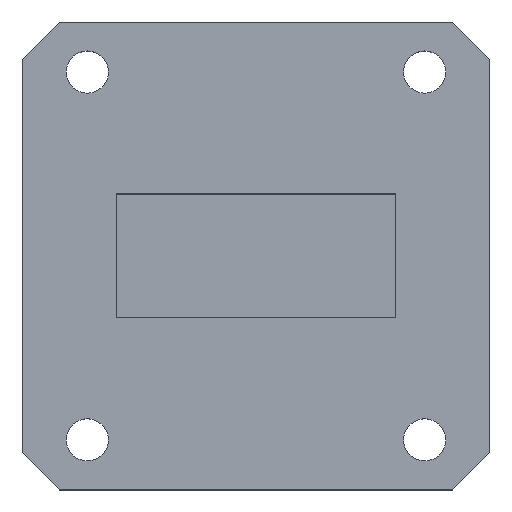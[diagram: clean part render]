
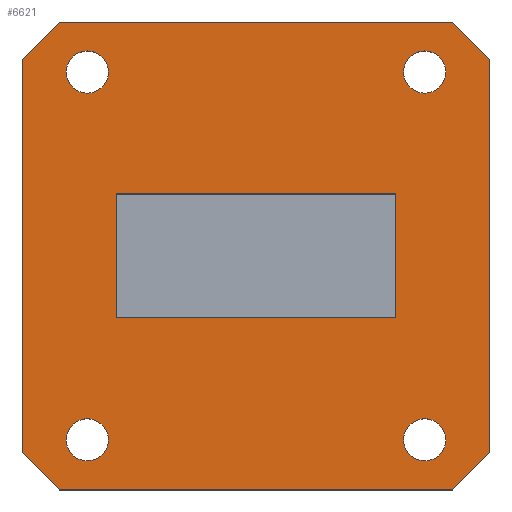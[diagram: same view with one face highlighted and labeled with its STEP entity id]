
A CAD part, top view. The second image highlights one B-rep face of the part: STEP entity #6621.
In plain terms, the highlighted planar face has unit normal (0, 0, 1).
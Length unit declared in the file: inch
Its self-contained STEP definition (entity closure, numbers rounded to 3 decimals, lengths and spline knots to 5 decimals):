
#43 = ORIENTED_EDGE ( 'NONE', *, *, #10051, .T. ) ;
#80 = LINE ( 'NONE', #9549, #5166 ) ;
#119 = DIRECTION ( 'NONE',  ( 0., -1., 0. ) ) ;
#245 = ORIENTED_EDGE ( 'NONE', *, *, #3311, .T. ) ;
#257 = VERTEX_POINT ( 'NONE', #8617 ) ;
#330 = ORIENTED_EDGE ( 'NONE', *, *, #691, .F. ) ;
#392 = DIRECTION ( 'NONE',  ( 0., 0., 1. ) ) ;
#637 = DIRECTION ( 'NONE',  ( -0.707, -0.707, 0. ) ) ;
#643 = CARTESIAN_POINT ( 'NONE',  ( 0.561, 0., 0. ) ) ;
#691 = EDGE_CURVE ( 'NONE', #6376, #6376, #4018, .T. ) ;
#740 = ORIENTED_EDGE ( 'NONE', *, *, #7635, .T. ) ;
#861 = LINE ( 'NONE', #4760, #7193 ) ;
#888 = CARTESIAN_POINT ( 'NONE',  ( -0.676, -0.737, 0. ) ) ;
#1048 = LINE ( 'NONE', #3833, #3162 ) ;
#1316 = VERTEX_POINT ( 'NONE', #3620 ) ;
#1339 = LINE ( 'NONE', #6928, #8254 ) ;
#1497 = AXIS2_PLACEMENT_3D ( 'NONE', #888, #4472, #11671 ) ;
#1502 = CARTESIAN_POINT ( 'NONE',  ( 0.7875, 0.9375, 0. ) ) ;
#1631 = CIRCLE ( 'NONE', #1497, 0.0845 ) ;
#1689 = EDGE_CURVE ( 'NONE', #6261, #4958, #861, .T. ) ;
#2095 = EDGE_CURVE ( 'NONE', #3687, #3687, #6496, .T. ) ;
#2137 = ORIENTED_EDGE ( 'NONE', *, *, #2711, .T. ) ;
#2429 = LINE ( 'NONE', #6372, #6509 ) ;
#2445 = CARTESIAN_POINT ( 'NONE',  ( 0.561, 0.2485, 0. ) ) ;
#2498 = ORIENTED_EDGE ( 'NONE', *, *, #6415, .T. ) ;
#2572 = CARTESIAN_POINT ( 'NONE',  ( 0.7605, 0.737, 0. ) ) ;
#2711 = EDGE_CURVE ( 'NONE', #4958, #257, #80, .T. ) ;
#2910 = EDGE_LOOP ( 'NONE', ( #6266, #10866, #5942, #2137, #43, #9496, #9933, #11445 ) ) ;
#2948 = DIRECTION ( 'NONE',  ( 1., 0., 0. ) ) ;
#2953 = CARTESIAN_POINT ( 'NONE',  ( 0., 0., 0. ) ) ;
#3025 = CARTESIAN_POINT ( 'NONE',  ( -0.9375, -0.9375, 0. ) ) ;
#3061 = CARTESIAN_POINT ( 'NONE',  ( -0.561, -0.2485, 0. ) ) ;
#3146 = CARTESIAN_POINT ( 'NONE',  ( 0.9375, -0.9375, 0. ) ) ;
#3162 = VECTOR ( 'NONE', #5898, 39.37008 ) ;
#3236 = DIRECTION ( 'NONE',  ( 0., -1., 0. ) ) ;
#3311 = EDGE_CURVE ( 'NONE', #10542, #7928, #7940, .T. ) ;
#3363 = ORIENTED_EDGE ( 'NONE', *, *, #2095, .F. ) ;
#3420 = ORIENTED_EDGE ( 'NONE', *, *, #7475, .T. ) ;
#3601 = FACE_BOUND ( 'NONE', #11684, .T. ) ;
#3620 = CARTESIAN_POINT ( 'NONE',  ( 0.7875, -0.9375, 0. ) ) ;
#3687 = VERTEX_POINT ( 'NONE', #9839 ) ;
#3698 = CARTESIAN_POINT ( 'NONE',  ( 0.676, 0.737, 0. ) ) ;
#3781 = EDGE_CURVE ( 'NONE', #8535, #4761, #2429, .T. ) ;
#3833 = CARTESIAN_POINT ( 'NONE',  ( 0., -0.2485, 0. ) ) ;
#3857 = EDGE_LOOP ( 'NONE', ( #3363 ) ) ;
#3875 = VECTOR ( 'NONE', #6662, 39.37008 ) ;
#4018 = CIRCLE ( 'NONE', #10764, 0.0845 ) ;
#4102 = PLANE ( 'NONE',  #10868 ) ;
#4126 = CARTESIAN_POINT ( 'NONE',  ( -0.9375, 0.9375, 0. ) ) ;
#4234 = DIRECTION ( 'NONE',  ( 1., 0., 0. ) ) ;
#4451 = FACE_BOUND ( 'NONE', #5291, .T. ) ;
#4472 = DIRECTION ( 'NONE',  ( 0., 0., 1. ) ) ;
#4484 = DIRECTION ( 'NONE',  ( 0.707, 0.707, 0. ) ) ;
#4555 = LINE ( 'NONE', #3025, #5425 ) ;
#4612 = CARTESIAN_POINT ( 'NONE',  ( -0.5915, -0.737, 0. ) ) ;
#4760 = CARTESIAN_POINT ( 'NONE',  ( -0.9375, -0.9375, 0. ) ) ;
#4761 = VERTEX_POINT ( 'NONE', #1502 ) ;
#4783 = VERTEX_POINT ( 'NONE', #2445 ) ;
#4796 = DIRECTION ( 'NONE',  ( 0., 1., 0. ) ) ;
#4958 = VERTEX_POINT ( 'NONE', #10771 ) ;
#5166 = VECTOR ( 'NONE', #7812, 39.37008 ) ;
#5251 = VERTEX_POINT ( 'NONE', #4612 ) ;
#5291 = EDGE_LOOP ( 'NONE', ( #10437 ) ) ;
#5307 = VECTOR ( 'NONE', #4484, 39.37008 ) ;
#5425 = VECTOR ( 'NONE', #2948, 39.37008 ) ;
#5452 = DIRECTION ( 'NONE',  ( 1., 0., 0. ) ) ;
#5531 = CARTESIAN_POINT ( 'NONE',  ( 0.7605, -0.737, 0. ) ) ;
#5579 = CARTESIAN_POINT ( 'NONE',  ( -0.9375, 0.7875, 0. ) ) ;
#5604 = DIRECTION ( 'NONE',  ( 0., 0., 1. ) ) ;
#5731 = FACE_BOUND ( 'NONE', #7608, .T. ) ;
#5816 = VERTEX_POINT ( 'NONE', #5531 ) ;
#5898 = DIRECTION ( 'NONE',  ( -1., 0., 0. ) ) ;
#5942 = ORIENTED_EDGE ( 'NONE', *, *, #1689, .T. ) ;
#5946 = CARTESIAN_POINT ( 'NONE',  ( -0.676, 0.737, 0. ) ) ;
#5963 = VERTEX_POINT ( 'NONE', #6325 ) ;
#6261 = VERTEX_POINT ( 'NONE', #5579 ) ;
#6266 = ORIENTED_EDGE ( 'NONE', *, *, #10747, .T. ) ;
#6270 = LINE ( 'NONE', #3146, #8681 ) ;
#6281 = CIRCLE ( 'NONE', #8217, 0.0845 ) ;
#6325 = CARTESIAN_POINT ( 'NONE',  ( 0.9375, -0.7875, 0. ) ) ;
#6336 = DIRECTION ( 'NONE',  ( -0.707, 0.707, 0. ) ) ;
#6372 = CARTESIAN_POINT ( 'NONE',  ( 0.9375, 0.7875, 0. ) ) ;
#6376 = VERTEX_POINT ( 'NONE', #2572 ) ;
#6415 = EDGE_CURVE ( 'NONE', #9713, #10542, #1048, .T. ) ;
#6496 = CIRCLE ( 'NONE', #6984, 0.0845 ) ;
#6509 = VECTOR ( 'NONE', #6336, 39.37008 ) ;
#6526 = VECTOR ( 'NONE', #11529, 39.37008 ) ;
#6554 = CARTESIAN_POINT ( 'NONE',  ( -0.7875, 0.9375, 0. ) ) ;
#6621 = ADVANCED_FACE ( 'NONE', ( #6848, #4451, #5731, #3601, #11532, #7565 ), #4102, .F. ) ;
#6662 = DIRECTION ( 'NONE',  ( 1., 0., 0. ) ) ;
#6689 = DIRECTION ( 'NONE',  ( 1., 0., 0. ) ) ;
#6836 = LINE ( 'NONE', #643, #8841 ) ;
#6848 = FACE_BOUND ( 'NONE', #9943, .T. ) ;
#6928 = CARTESIAN_POINT ( 'NONE',  ( -0.7875, 0.9375, 0. ) ) ;
#6960 = DIRECTION ( 'NONE',  ( 0., 0., 1. ) ) ;
#6984 = AXIS2_PLACEMENT_3D ( 'NONE', #5946, #6960, #4234 ) ;
#7077 = CARTESIAN_POINT ( 'NONE',  ( -0.561, 0.2485, 0. ) ) ;
#7101 = EDGE_CURVE ( 'NONE', #1316, #5963, #7715, .T. ) ;
#7193 = VECTOR ( 'NONE', #119, 39.37008 ) ;
#7380 = EDGE_CURVE ( 'NONE', #5816, #5816, #6281, .T. ) ;
#7475 = EDGE_CURVE ( 'NONE', #7928, #4783, #11244, .T. ) ;
#7565 = FACE_OUTER_BOUND ( 'NONE', #2910, .T. ) ;
#7608 = EDGE_LOOP ( 'NONE', ( #10840 ) ) ;
#7635 = EDGE_CURVE ( 'NONE', #4783, #9713, #6836, .T. ) ;
#7705 = CARTESIAN_POINT ( 'NONE',  ( 0., 0.2485, 0. ) ) ;
#7715 = LINE ( 'NONE', #10773, #5307 ) ;
#7777 = EDGE_CURVE ( 'NONE', #5251, #5251, #1631, .T. ) ;
#7812 = DIRECTION ( 'NONE',  ( 0.707, -0.707, 0. ) ) ;
#7928 = VERTEX_POINT ( 'NONE', #7077 ) ;
#7940 = LINE ( 'NONE', #10338, #10767 ) ;
#8133 = VERTEX_POINT ( 'NONE', #6554 ) ;
#8217 = AXIS2_PLACEMENT_3D ( 'NONE', #8447, #392, #6689 ) ;
#8254 = VECTOR ( 'NONE', #637, 39.37008 ) ;
#8447 = CARTESIAN_POINT ( 'NONE',  ( 0.676, -0.737, 0. ) ) ;
#8535 = VERTEX_POINT ( 'NONE', #9990 ) ;
#8617 = CARTESIAN_POINT ( 'NONE',  ( -0.7875, -0.9375, 0. ) ) ;
#8681 = VECTOR ( 'NONE', #4796, 39.37008 ) ;
#8841 = VECTOR ( 'NONE', #3236, 39.37008 ) ;
#8945 = LINE ( 'NONE', #4126, #6526 ) ;
#9054 = EDGE_CURVE ( 'NONE', #8133, #6261, #1339, .T. ) ;
#9289 = EDGE_CURVE ( 'NONE', #5963, #8535, #6270, .T. ) ;
#9496 = ORIENTED_EDGE ( 'NONE', *, *, #7101, .T. ) ;
#9549 = CARTESIAN_POINT ( 'NONE',  ( -0.9375, -0.7875, 0. ) ) ;
#9552 = DIRECTION ( 'NONE',  ( 0., 1., 0. ) ) ;
#9600 = DIRECTION ( 'NONE',  ( -1., 0., 0. ) ) ;
#9713 = VERTEX_POINT ( 'NONE', #11008 ) ;
#9839 = CARTESIAN_POINT ( 'NONE',  ( -0.5915, 0.737, 0. ) ) ;
#9933 = ORIENTED_EDGE ( 'NONE', *, *, #9289, .T. ) ;
#9943 = EDGE_LOOP ( 'NONE', ( #2498, #245, #3420, #740 ) ) ;
#9990 = CARTESIAN_POINT ( 'NONE',  ( 0.9375, 0.7875, 0. ) ) ;
#10051 = EDGE_CURVE ( 'NONE', #257, #1316, #4555, .T. ) ;
#10338 = CARTESIAN_POINT ( 'NONE',  ( -0.561, 0., 0. ) ) ;
#10437 = ORIENTED_EDGE ( 'NONE', *, *, #7777, .F. ) ;
#10465 = DIRECTION ( 'NONE',  ( 0., 0., -1. ) ) ;
#10542 = VERTEX_POINT ( 'NONE', #3061 ) ;
#10747 = EDGE_CURVE ( 'NONE', #4761, #8133, #8945, .T. ) ;
#10764 = AXIS2_PLACEMENT_3D ( 'NONE', #3698, #5604, #5452 ) ;
#10767 = VECTOR ( 'NONE', #9552, 39.37008 ) ;
#10771 = CARTESIAN_POINT ( 'NONE',  ( -0.9375, -0.7875, 0. ) ) ;
#10773 = CARTESIAN_POINT ( 'NONE',  ( 0.7875, -0.9375, 0. ) ) ;
#10840 = ORIENTED_EDGE ( 'NONE', *, *, #7380, .F. ) ;
#10866 = ORIENTED_EDGE ( 'NONE', *, *, #9054, .T. ) ;
#10868 = AXIS2_PLACEMENT_3D ( 'NONE', #2953, #10465, #9600 ) ;
#11008 = CARTESIAN_POINT ( 'NONE',  ( 0.561, -0.2485, 0. ) ) ;
#11244 = LINE ( 'NONE', #7705, #3875 ) ;
#11445 = ORIENTED_EDGE ( 'NONE', *, *, #3781, .T. ) ;
#11529 = DIRECTION ( 'NONE',  ( -1., 0., 0. ) ) ;
#11532 = FACE_BOUND ( 'NONE', #3857, .T. ) ;
#11671 = DIRECTION ( 'NONE',  ( 1., 0., 0. ) ) ;
#11684 = EDGE_LOOP ( 'NONE', ( #330 ) ) ;
